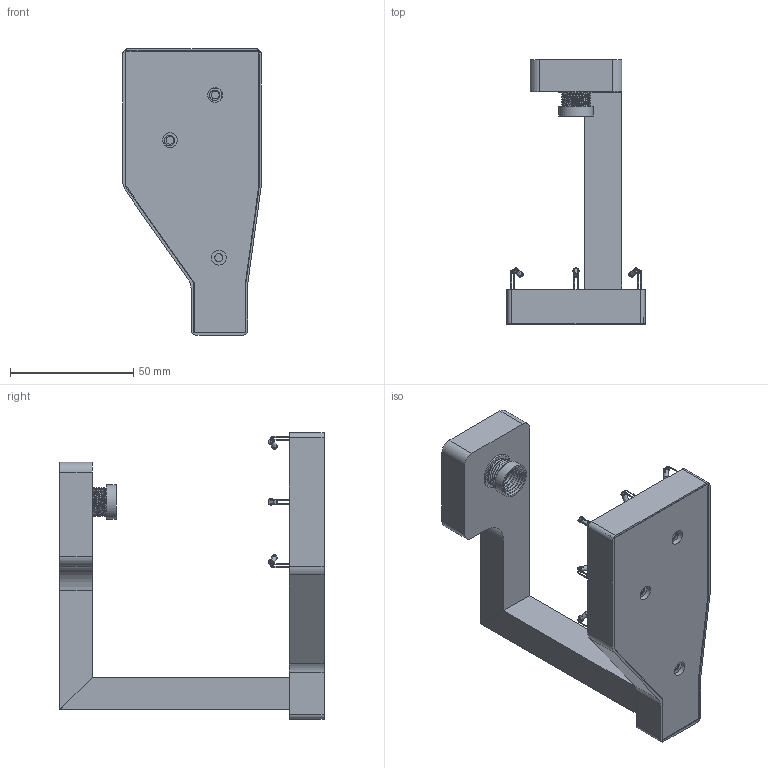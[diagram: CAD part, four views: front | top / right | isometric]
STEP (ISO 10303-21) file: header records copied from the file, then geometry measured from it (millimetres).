
FILE_DESCRIPTION(/* description */ (''),/* implementation_level */ '2;1');
FILE_NAME(/* name */ 'USB microscope.step',/* time_stamp */ '2021-04-07T23:49:45+01:00',/* author */ (''),/* organization */ (''),/* preprocessor_version */ 'ST-DEVELOPER v18.1',/* originating_system */ 'Autodesk Translation Framework v9.10.0.1330',/* authorisation */ '');
FILE_SCHEMA (('AUTOMOTIVE_DESIGN { 1 0 10303 214 3 1 1 }'));
Length unit declared in the file: millimetre
Products named in the file (21): Resistor station; Camera housing; Webcam pcb; PCB; LensMount; Lens; MCU; Cap; Stand; Base; Base cover; LED 5mm v1; LED 5mm v1_1; LED 5mm v1_2; LED 5mm v1_3; LED 5mm v1_4; LED 5mm v1_5; LED 5mm v1_6; LED 5mm v1_7; LED 5mm Head v1; LED 5mm Legs v1
Assembly tree (34 placements, depth 3):
  Resistor station
    Camera housing
    Webcam pcb
      PCB
      LensMount
      Lens
      MCU
    Cap
    Stand
    Base
    Base cover
    LED 5mm v1
      LED 5mm Head v1
      LED 5mm Legs v1
    LED 5mm v1_1
      LED 5mm Head v1
      LED 5mm Legs v1
    LED 5mm v1_2
      LED 5mm Head v1
      LED 5mm Legs v1
    LED 5mm v1_3
      LED 5mm Head v1
      LED 5mm Legs v1
    LED 5mm v1_4
      LED 5mm Head v1
      LED 5mm Legs v1
    LED 5mm v1_5
      LED 5mm Head v1
      LED 5mm Legs v1
    LED 5mm v1_6
      LED 5mm Head v1
      LED 5mm Legs v1
    LED 5mm v1_7
      LED 5mm Head v1
      LED 5mm Legs v1
Bounding box: 56 x 107 x 116 mm (x, y, z)
Volume: 72994.2 mm3; surface area: 56910.8 mm2
Topology: 33 solids, 33 shells, 628 faces, 1503 edges, 994 vertices
Faces by surface type: plane 389, cylinder 217, sphere 8, torus 7, bspline 7
Full cylindrical faces by diameter (mm): 0.5 x16, 0.8 x12, 1.2 x28, 2 x13, 2.4 x8, 3.2 x6, 4.2 x12, 4.4 x1, 4.5 x4, 5.5 x1, 5.6 x1, 6 x3, 6.8 x1, 8 x1, 9.2 x1, 10 x1, 10.4 x1, 10.741 x8, 11.035 x3, 11.6 x1, 11.884 x9, 12.152 x3, 12.8 x1, 14 x1, 15 x1
Entity records: 17415 total; most frequent: CARTESIAN_POINT 6403, DIRECTION 2220, ORIENTED_EDGE 2052, EDGE_CURVE 1026, AXIS2_PLACEMENT_3D 797, VERTEX_POINT 679, LINE 626, VECTOR 626
